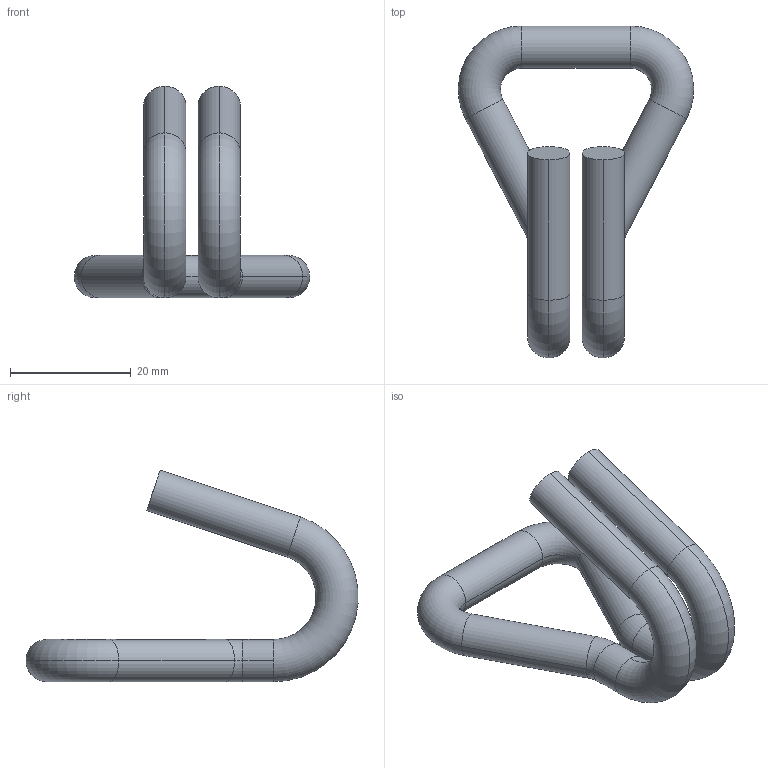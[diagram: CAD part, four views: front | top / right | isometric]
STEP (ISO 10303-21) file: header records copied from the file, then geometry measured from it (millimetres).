
FILE_DESCRIPTION (( 'STEP AP203' ), '1' );
FILE_NAME ('sone3D.STEP', '2015-07-14T04:46:55', ( '' ), ( '' ), 'SwSTEP 2.0', 'SolidWorks 2012', '' );
FILE_SCHEMA (( 'CONFIG_CONTROL_DESIGN' ));
Length unit declared in the file: millimetre
Products named in the file (1): sone3D
Bounding box: 38.99 x 54.96 x 35 mm (x, y, z)
Volume: 8255.4 mm3; surface area: 4794.3 mm2
Topology: 1 solids, 1 shells, 28 faces, 58 edges, 32 vertices
Faces by surface type: cylinder 14, torus 12, plane 2
Entity records: 823 total; most frequent: DIRECTION 160, CARTESIAN_POINT 119, ORIENTED_EDGE 116, AXIS2_PLACEMENT_3D 73, EDGE_CURVE 58, CIRCLE 44, VERTEX_POINT 32, FACE_OUTER_BOUND 28
